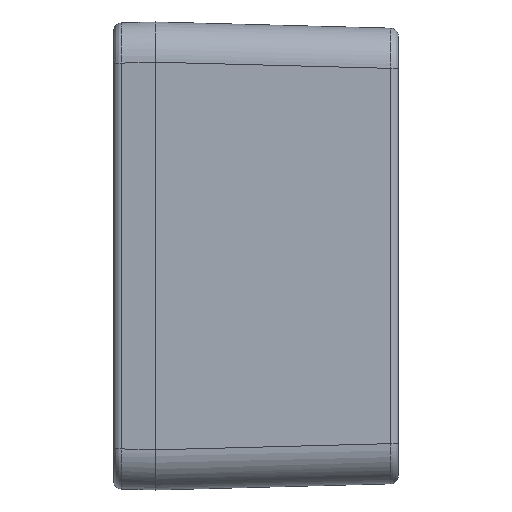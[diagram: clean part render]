
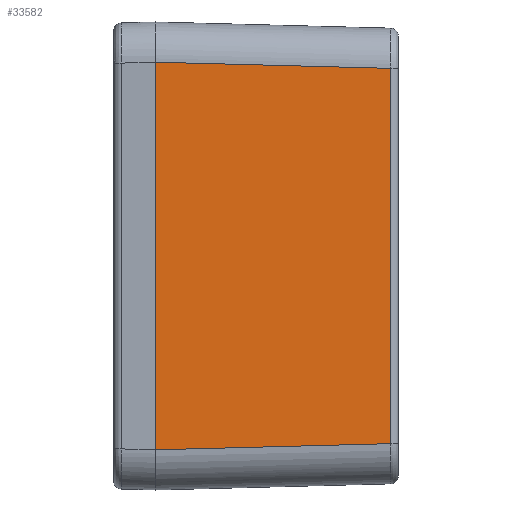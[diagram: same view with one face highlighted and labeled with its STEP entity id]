
A CAD part, left-side view. The second image highlights one B-rep face of the part: STEP entity #33582.
In plain terms, the highlighted planar face has unit normal (-1, -0.026, 0).
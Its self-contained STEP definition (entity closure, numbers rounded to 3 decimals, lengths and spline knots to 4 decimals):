
#3528 = VECTOR ( 'NONE', #5679, 39.3701 ) ;
#5679 = DIRECTION ( 'NONE',  ( 0.026, -0.999, 0.026 ) ) ;
#5778 = CARTESIAN_POINT ( 'NONE',  ( -1.2336, -1.1506, -1.1457 ) ) ;
#7595 = AXIS2_PLACEMENT_3D ( 'NONE', #24707, #36952, #40855 ) ;
#8521 = DIRECTION ( 'NONE',  ( 0.026, -0.999, -0.026 ) ) ;
#10012 = EDGE_LOOP ( 'NONE', ( #18515, #44171, #18551, #39675 ) ) ;
#12325 = EDGE_CURVE ( 'NONE', #51473, #38830, #29922, .T. ) ;
#12794 = CARTESIAN_POINT ( 'NONE',  ( -1.2638, 0., 0.9489 ) ) ;
#13765 = CARTESIAN_POINT ( 'NONE',  ( -1.2638, 0., -0.9489 ) ) ;
#14032 = EDGE_CURVE ( 'NONE', #32734, #43181, #45366, .T. ) ;
#15413 = EDGE_CURVE ( 'NONE', #51473, #32734, #48091, .T. ) ;
#18515 = ORIENTED_EDGE ( 'NONE', *, *, #15413, .F. ) ;
#18551 = ORIENTED_EDGE ( 'NONE', *, *, #40010, .T. ) ;
#18960 = CARTESIAN_POINT ( 'NONE',  ( -1.2638, 0., -1.1457 ) ) ;
#24707 = CARTESIAN_POINT ( 'NONE',  ( -1.2638, 0., -1.1457 ) ) ;
#29922 = LINE ( 'NONE', #18960, #32105 ) ;
#30172 = DIRECTION ( 'NONE',  ( 0., 0., -1. ) ) ;
#32105 = VECTOR ( 'NONE', #30172, 39.3701 ) ;
#32734 = VERTEX_POINT ( 'NONE', #50117 ) ;
#33310 = PLANE ( 'NONE',  #7595 ) ;
#33582 = ADVANCED_FACE ( 'NONE', ( #43985 ), #33310, .T. ) ;
#33726 = VECTOR ( 'NONE', #48488, 39.3701 ) ;
#35579 = CARTESIAN_POINT ( 'NONE',  ( -1.2638, 0., -0.9489 ) ) ;
#36952 = DIRECTION ( 'NONE',  ( -1., -0.026, 0. ) ) ;
#38830 = VERTEX_POINT ( 'NONE', #35579 ) ;
#39675 = ORIENTED_EDGE ( 'NONE', *, *, #14032, .F. ) ;
#40010 = EDGE_CURVE ( 'NONE', #38830, #43181, #48914, .T. ) ;
#40855 = DIRECTION ( 'NONE',  ( 0.026, -1., 0. ) ) ;
#42102 = VECTOR ( 'NONE', #8521, 39.3701 ) ;
#43181 = VERTEX_POINT ( 'NONE', #50604 ) ;
#43985 = FACE_OUTER_BOUND ( 'NONE', #10012, .T. ) ;
#44171 = ORIENTED_EDGE ( 'NONE', *, *, #12325, .T. ) ;
#44193 = CARTESIAN_POINT ( 'NONE',  ( -1.2623, -0.0548, 0.9475 ) ) ;
#45366 = LINE ( 'NONE', #5778, #33726 ) ;
#48091 = LINE ( 'NONE', #44193, #42102 ) ;
#48488 = DIRECTION ( 'NONE',  ( 0., 0., -1. ) ) ;
#48914 = LINE ( 'NONE', #13765, #3528 ) ;
#50117 = CARTESIAN_POINT ( 'NONE',  ( -1.2336, -1.1506, 0.9188 ) ) ;
#50604 = CARTESIAN_POINT ( 'NONE',  ( -1.2336, -1.1506, -0.9188 ) ) ;
#51473 = VERTEX_POINT ( 'NONE', #12794 ) ;
